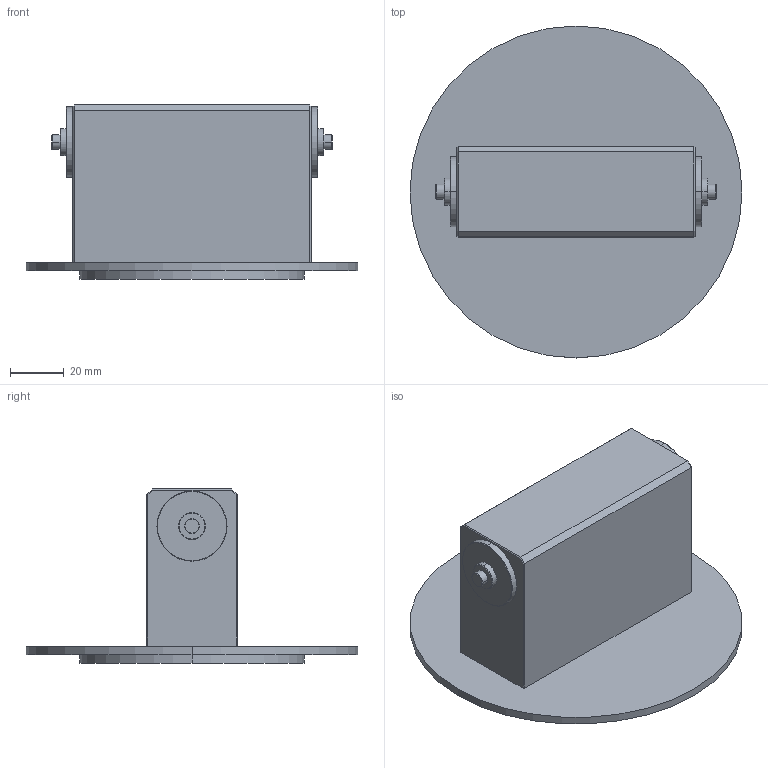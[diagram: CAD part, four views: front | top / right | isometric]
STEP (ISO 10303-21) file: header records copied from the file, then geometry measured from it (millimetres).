
FILE_DESCRIPTION (( 'STEP AP203' ), '1' );
FILE_NAME ('540 Dual Shoulder.step_Default_sldprt.STEP', '2022-02-08T19:00:30', ( '' ), ( '' ), 'SwSTEP 2.0', 'SolidWorks 2018', '' );
FILE_SCHEMA (( 'CONFIG_CONTROL_DESIGN' ));
Length unit declared in the file: inch
Products named in the file (1): 540 Dual Shoulder.step_Default_sldprt
Bounding box: 123 x 123 x 64.5 mm (x, y, z)
Volume: 227505.8 mm3; surface area: 40287.8 mm2
Topology: 1 solids, 1 shells, 56 faces, 122 edges, 76 vertices
Faces by surface type: plane 28, cylinder 16, cone 12
Entity records: 1605 total; most frequent: DIRECTION 284, CARTESIAN_POINT 255, ORIENTED_EDGE 244, EDGE_CURVE 122, AXIS2_PLACEMENT_3D 105, VERTEX_POINT 76, LINE 74, VECTOR 74
